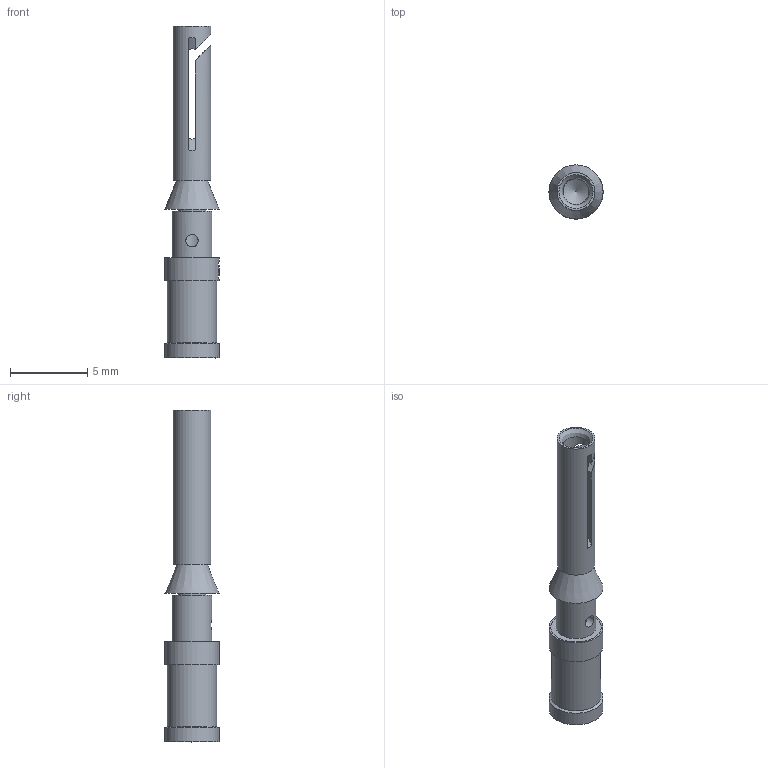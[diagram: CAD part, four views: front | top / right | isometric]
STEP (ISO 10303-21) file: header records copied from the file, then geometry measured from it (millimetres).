
FILE_DESCRIPTION(/* description */ (''),/* implementation_level */ '2;1');
FILE_NAME(/* name */ '100125558ugm000_c.stp',/* time_stamp */ '2022-03-11T15:43:32+01:00',/* author */ (''),/* organization */ (''),/* preprocessor_version */ 'ST-DEVELOPER v16.7',/* originating_system */ 'SIEMENS PLM Software NX 1911',/* authorisation */ '');
FILE_SCHEMA (('AUTOMOTIVE_DESIGN { 1 0 10303 214 3 1 1 1 }'));
Length unit declared in the file: millimetre
Products named in the file (1): 100125558ugm000_c
Bounding box: 3.5 x 3.5 x 21.5 mm (x, y, z)
Volume: 77.6 mm3; surface area: 333.3 mm2
Topology: 1 solids, 2 shells, 138 faces, 440 edges, 406 vertices
Faces by surface type: plane 89, cylinder 40, cone 6, extrusion 2, bspline 1
Full cylindrical faces by diameter (mm): 0.137 x1, 0.161 x1, 0.8 x1, 1.5 x1, 1.68 x1, 1.8 x1, 2.25 x1, 2.45 x1, 2.57 x1, 3.2 x1, 3.3 x1, 3.5 x2
Entity records: 5996 total; most frequent: CARTESIAN_POINT 1684, DIRECTION 776, ORIENTED_EDGE 652, EDGE_CURVE 327, AXIS2_PLACEMENT_3D 271, VECTOR 234, VERTEX_POINT 232, LINE 232
